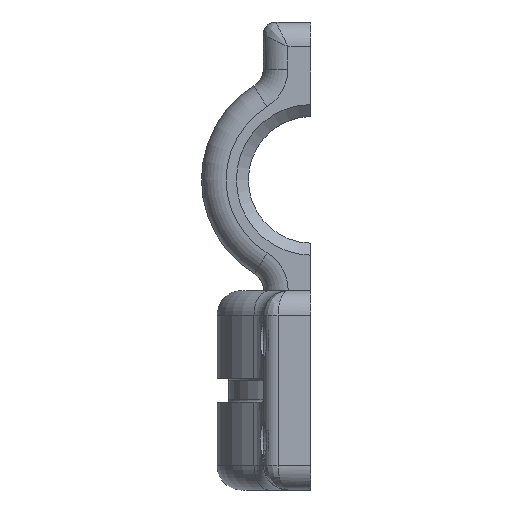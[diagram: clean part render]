
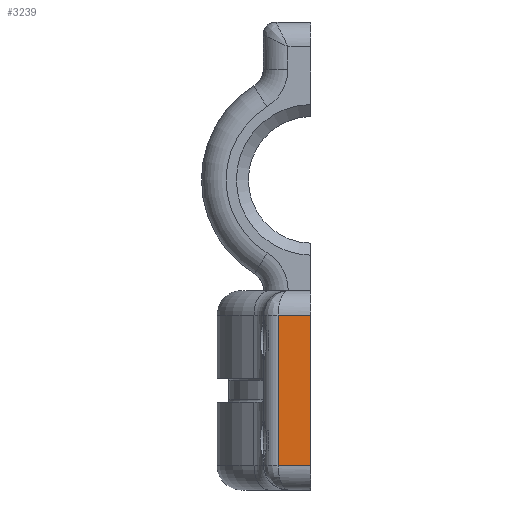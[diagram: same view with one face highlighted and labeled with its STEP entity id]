
A CAD part, left-side view. The second image highlights one B-rep face of the part: STEP entity #3239.
In plain terms, the highlighted planar face has unit normal (-1, 0, 0).
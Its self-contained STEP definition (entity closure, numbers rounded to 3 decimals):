
#53 = EDGE_LOOP ( 'NONE', ( #4684, #4341, #6489, #6734 ) ) ;
#430 = LINE ( 'NONE', #5766, #2038 ) ;
#859 = EDGE_CURVE ( 'NONE', #964, #6296, #8360, .T. ) ;
#964 = VERTEX_POINT ( 'NONE', #7261 ) ;
#1025 = EDGE_CURVE ( 'NONE', #8637, #6296, #430, .T. ) ;
#1046 = PLANE ( 'NONE',  #3199 ) ;
#1100 = CARTESIAN_POINT ( 'NONE',  ( -137.919, 92.075, 421.513 ) ) ;
#1186 = DIRECTION ( 'NONE',  ( 0., 0., -1. ) ) ;
#1378 = EDGE_CURVE ( 'NONE', #8637, #8003, #2760, .T. ) ;
#1637 = VECTOR ( 'NONE', #8443, 1000. ) ;
#2038 = VECTOR ( 'NONE', #1186, 1000. ) ;
#2252 = VECTOR ( 'NONE', #6951, 1000. ) ;
#2760 = LINE ( 'NONE', #3956, #8525 ) ;
#3199 = AXIS2_PLACEMENT_3D ( 'NONE', #6946, #5106, #7121 ) ;
#3239 = ADVANCED_FACE ( 'NONE', ( #6994 ), #1046, .T. ) ;
#3308 = EDGE_CURVE ( 'NONE', #8003, #964, #7031, .T. ) ;
#3916 = CARTESIAN_POINT ( 'NONE',  ( -137.919, 98.851, 452.787 ) ) ;
#3956 = CARTESIAN_POINT ( 'NONE',  ( -137.919, 0., 452.787 ) ) ;
#4341 = ORIENTED_EDGE ( 'NONE', *, *, #1378, .T. ) ;
#4684 = ORIENTED_EDGE ( 'NONE', *, *, #1025, .F. ) ;
#5106 = DIRECTION ( 'NONE',  ( -1., 0., 0. ) ) ;
#5448 = DIRECTION ( 'NONE',  ( 0., 1., 0. ) ) ;
#5766 = CARTESIAN_POINT ( 'NONE',  ( -137.919, 92.075, 457.917 ) ) ;
#6296 = VERTEX_POINT ( 'NONE', #1100 ) ;
#6489 = ORIENTED_EDGE ( 'NONE', *, *, #3308, .T. ) ;
#6734 = ORIENTED_EDGE ( 'NONE', *, *, #859, .T. ) ;
#6946 = CARTESIAN_POINT ( 'NONE',  ( -137.919, 0., 457.917 ) ) ;
#6951 = DIRECTION ( 'NONE',  ( 0., -1., 0. ) ) ;
#6994 = FACE_OUTER_BOUND ( 'NONE', #53, .T. ) ;
#7030 = CARTESIAN_POINT ( 'NONE',  ( -137.919, 92.075, 452.787 ) ) ;
#7031 = LINE ( 'NONE', #8310, #1637 ) ;
#7121 = DIRECTION ( 'NONE',  ( 0., 0., 1. ) ) ;
#7261 = CARTESIAN_POINT ( 'NONE',  ( -137.919, 98.851, 421.513 ) ) ;
#8003 = VERTEX_POINT ( 'NONE', #3916 ) ;
#8310 = CARTESIAN_POINT ( 'NONE',  ( -137.919, 98.851, 457.917 ) ) ;
#8316 = CARTESIAN_POINT ( 'NONE',  ( -137.919, 92.075, 421.513 ) ) ;
#8360 = LINE ( 'NONE', #8316, #2252 ) ;
#8443 = DIRECTION ( 'NONE',  ( 0., 0., -1. ) ) ;
#8525 = VECTOR ( 'NONE', #5448, 1000. ) ;
#8637 = VERTEX_POINT ( 'NONE', #7030 ) ;
